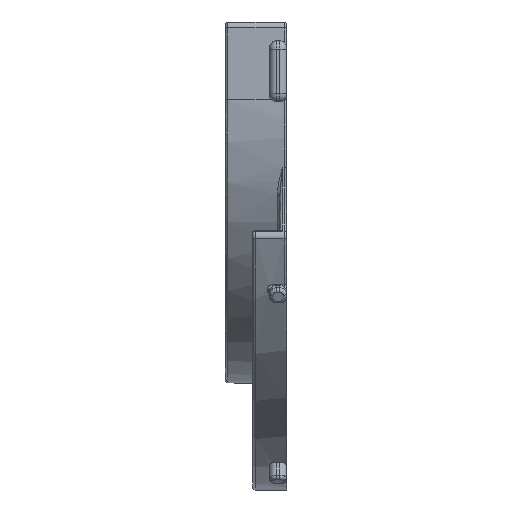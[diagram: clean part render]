
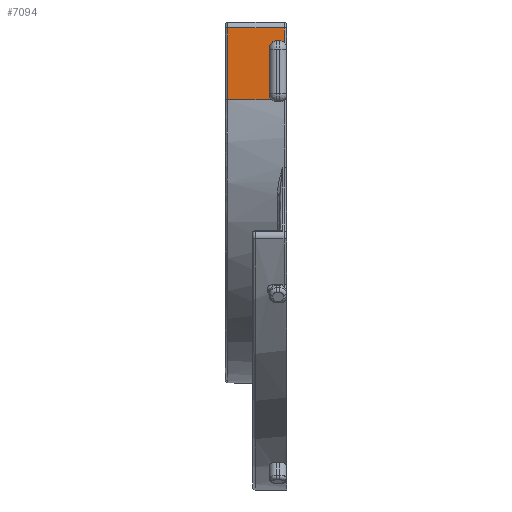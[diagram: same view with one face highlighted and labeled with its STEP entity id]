
A CAD part, left-side view. The second image highlights one B-rep face of the part: STEP entity #7094.
In plain terms, the highlighted planar face has unit normal (-1, 0, 0).
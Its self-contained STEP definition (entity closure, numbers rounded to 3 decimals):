
#109 = CARTESIAN_POINT ( 'NONE',  ( -88.5, 5., 11.836 ) ) ;
#187 = CIRCLE ( 'NONE', #4599, 2. ) ;
#257 = CARTESIAN_POINT ( 'NONE',  ( -88.5, 0.75, 6.836 ) ) ;
#272 = DIRECTION ( 'NONE',  ( 1., 0., 0. ) ) ;
#336 = DIRECTION ( 'NONE',  ( 0., 0., -1. ) ) ;
#465 = VERTEX_POINT ( 'NONE', #4025 ) ;
#597 = CARTESIAN_POINT ( 'NONE',  ( -88.5, 3., 4.836 ) ) ;
#599 = VECTOR ( 'NONE', #5316, 1000. ) ;
#709 = VERTEX_POINT ( 'NONE', #6963 ) ;
#840 = LINE ( 'NONE', #6768, #7990 ) ;
#851 = CARTESIAN_POINT ( 'NONE',  ( -88.5, 3., 6.836 ) ) ;
#879 = CARTESIAN_POINT ( 'NONE',  ( -88.5, 3., 11.836 ) ) ;
#1216 = EDGE_LOOP ( 'NONE', ( #2458, #2541, #8080, #5134, #2617, #6498, #2880, #1552, #6397, #3452, #2234, #4446 ) ) ;
#1285 = VERTEX_POINT ( 'NONE', #6596 ) ;
#1520 = VERTEX_POINT ( 'NONE', #6945 ) ;
#1552 = ORIENTED_EDGE ( 'NONE', *, *, #2016, .T. ) ;
#1617 = DIRECTION ( 'NONE',  ( 0., 1., 0. ) ) ;
#1805 = DIRECTION ( 'NONE',  ( 1., 0., 0. ) ) ;
#1811 = VERTEX_POINT ( 'NONE', #5854 ) ;
#1815 = DIRECTION ( 'NONE',  ( 1., 0., 0. ) ) ;
#2010 = CARTESIAN_POINT ( 'NONE',  ( -88.5, 17.25, 0. ) ) ;
#2013 = DIRECTION ( 'NONE',  ( 0., 0., -1. ) ) ;
#2016 = EDGE_CURVE ( 'NONE', #7227, #1285, #7933, .T. ) ;
#2071 = VERTEX_POINT ( 'NONE', #597 ) ;
#2087 = CARTESIAN_POINT ( 'NONE',  ( -88.5, 0.75, 11.397 ) ) ;
#2142 = CARTESIAN_POINT ( 'NONE',  ( -88.5, 18., 0. ) ) ;
#2173 = VECTOR ( 'NONE', #1617, 1000. ) ;
#2234 = ORIENTED_EDGE ( 'NONE', *, *, #4757, .T. ) ;
#2390 = DIRECTION ( 'NONE',  ( 1., 0., 0. ) ) ;
#2458 = ORIENTED_EDGE ( 'NONE', *, *, #8885, .T. ) ;
#2541 = ORIENTED_EDGE ( 'NONE', *, *, #6454, .T. ) ;
#2586 = CARTESIAN_POINT ( 'NONE',  ( -88.5, 0.75, 0. ) ) ;
#2617 = ORIENTED_EDGE ( 'NONE', *, *, #5803, .T. ) ;
#2655 = VERTEX_POINT ( 'NONE', #2586 ) ;
#2686 = EDGE_CURVE ( 'NONE', #7189, #7227, #187, .T. ) ;
#2880 = ORIENTED_EDGE ( 'NONE', *, *, #2686, .T. ) ;
#3053 = DIRECTION ( 'NONE',  ( 0., -1., 0. ) ) ;
#3063 = AXIS2_PLACEMENT_3D ( 'NONE', #7918, #1815, #2013 ) ;
#3274 = DIRECTION ( 'NONE',  ( 0., 0., 1. ) ) ;
#3452 = ORIENTED_EDGE ( 'NONE', *, *, #5190, .T. ) ;
#3795 = LINE ( 'NONE', #4975, #8927 ) ;
#3815 = DIRECTION ( 'NONE',  ( 0., -1., 0. ) ) ;
#3819 = VECTOR ( 'NONE', #8102, 1000. ) ;
#3873 = VECTOR ( 'NONE', #8666, 1000. ) ;
#3984 = CARTESIAN_POINT ( 'NONE',  ( -88.5, 0.75, 21.111 ) ) ;
#4025 = CARTESIAN_POINT ( 'NONE',  ( -88.5, 2., 4.836 ) ) ;
#4089 = DIRECTION ( 'NONE',  ( 0., 0., 1. ) ) ;
#4285 = CIRCLE ( 'NONE', #3063, 2. ) ;
#4301 = LINE ( 'NONE', #2010, #3819 ) ;
#4446 = ORIENTED_EDGE ( 'NONE', *, *, #5638, .T. ) ;
#4599 = AXIS2_PLACEMENT_3D ( 'NONE', #7240, #272, #336 ) ;
#4757 = EDGE_CURVE ( 'NONE', #6887, #1520, #5023, .T. ) ;
#4884 = LINE ( 'NONE', #257, #5010 ) ;
#4950 = VERTEX_POINT ( 'NONE', #2087 ) ;
#4975 = CARTESIAN_POINT ( 'NONE',  ( -88.5, 5., 4.836 ) ) ;
#5010 = VECTOR ( 'NONE', #3274, 1000. ) ;
#5023 = LINE ( 'NONE', #9156, #2173 ) ;
#5134 = ORIENTED_EDGE ( 'NONE', *, *, #6844, .F. ) ;
#5190 = EDGE_CURVE ( 'NONE', #4950, #6887, #8730, .T. ) ;
#5232 = PLANE ( 'NONE',  #8868 ) ;
#5316 = DIRECTION ( 'NONE',  ( 0., 0., 1. ) ) ;
#5458 = CARTESIAN_POINT ( 'NONE',  ( -88.5, 5., 6.836 ) ) ;
#5467 = LINE ( 'NONE', #6734, #7728 ) ;
#5485 = FACE_OUTER_BOUND ( 'NONE', #1216, .T. ) ;
#5607 = CARTESIAN_POINT ( 'NONE',  ( -88.5, 2., 6.836 ) ) ;
#5638 = EDGE_CURVE ( 'NONE', #1520, #1811, #4301, .T. ) ;
#5803 = EDGE_CURVE ( 'NONE', #2071, #6870, #8000, .T. ) ;
#5854 = CARTESIAN_POINT ( 'NONE',  ( -88.5, 17.25, 0. ) ) ;
#6397 = ORIENTED_EDGE ( 'NONE', *, *, #6993, .T. ) ;
#6454 = EDGE_CURVE ( 'NONE', #2655, #709, #4884, .T. ) ;
#6498 = ORIENTED_EDGE ( 'NONE', *, *, #7690, .T. ) ;
#6596 = CARTESIAN_POINT ( 'NONE',  ( -88.5, 2., 11.836 ) ) ;
#6734 = CARTESIAN_POINT ( 'NONE',  ( -88.5, 18., 0. ) ) ;
#6768 = CARTESIAN_POINT ( 'NONE',  ( -88.5, 5., 4.836 ) ) ;
#6844 = EDGE_CURVE ( 'NONE', #2071, #465, #840, .T. ) ;
#6870 = VERTEX_POINT ( 'NONE', #5458 ) ;
#6887 = VERTEX_POINT ( 'NONE', #3984 ) ;
#6945 = CARTESIAN_POINT ( 'NONE',  ( -88.5, 17.25, 21.111 ) ) ;
#6963 = CARTESIAN_POINT ( 'NONE',  ( -88.5, 0.75, 5.275 ) ) ;
#6993 = EDGE_CURVE ( 'NONE', #1285, #4950, #4285, .T. ) ;
#7094 = ADVANCED_FACE ( 'NONE', ( #5485 ), #5232, .F. ) ;
#7189 = VERTEX_POINT ( 'NONE', #7461 ) ;
#7227 = VERTEX_POINT ( 'NONE', #879 ) ;
#7240 = CARTESIAN_POINT ( 'NONE',  ( -88.5, 3., 9.836 ) ) ;
#7461 = CARTESIAN_POINT ( 'NONE',  ( -88.5, 5., 9.836 ) ) ;
#7690 = EDGE_CURVE ( 'NONE', #6870, #7189, #3795, .T. ) ;
#7723 = AXIS2_PLACEMENT_3D ( 'NONE', #851, #2390, #9293 ) ;
#7728 = VECTOR ( 'NONE', #3815, 1000. ) ;
#7918 = CARTESIAN_POINT ( 'NONE',  ( -88.5, 2., 9.836 ) ) ;
#7933 = LINE ( 'NONE', #109, #3873 ) ;
#7971 = CIRCLE ( 'NONE', #9790, 2. ) ;
#7990 = VECTOR ( 'NONE', #3053, 1000. ) ;
#8000 = CIRCLE ( 'NONE', #7723, 2. ) ;
#8080 = ORIENTED_EDGE ( 'NONE', *, *, #9863, .T. ) ;
#8102 = DIRECTION ( 'NONE',  ( 0., 0., -1. ) ) ;
#8270 = DIRECTION ( 'NONE',  ( 0., 0., -1. ) ) ;
#8525 = CARTESIAN_POINT ( 'NONE',  ( -88.5, 0.75, 21.111 ) ) ;
#8666 = DIRECTION ( 'NONE',  ( 0., -1., 0. ) ) ;
#8730 = LINE ( 'NONE', #8525, #599 ) ;
#8736 = DIRECTION ( 'NONE',  ( 0., 0., -1. ) ) ;
#8868 = AXIS2_PLACEMENT_3D ( 'NONE', #2142, #9083, #8270 ) ;
#8885 = EDGE_CURVE ( 'NONE', #1811, #2655, #5467, .T. ) ;
#8927 = VECTOR ( 'NONE', #4089, 1000. ) ;
#9083 = DIRECTION ( 'NONE',  ( 1., 0., 0. ) ) ;
#9156 = CARTESIAN_POINT ( 'NONE',  ( -88.5, 18., 21.111 ) ) ;
#9293 = DIRECTION ( 'NONE',  ( 0., 0., -1. ) ) ;
#9790 = AXIS2_PLACEMENT_3D ( 'NONE', #5607, #1805, #8736 ) ;
#9863 = EDGE_CURVE ( 'NONE', #709, #465, #7971, .T. ) ;
